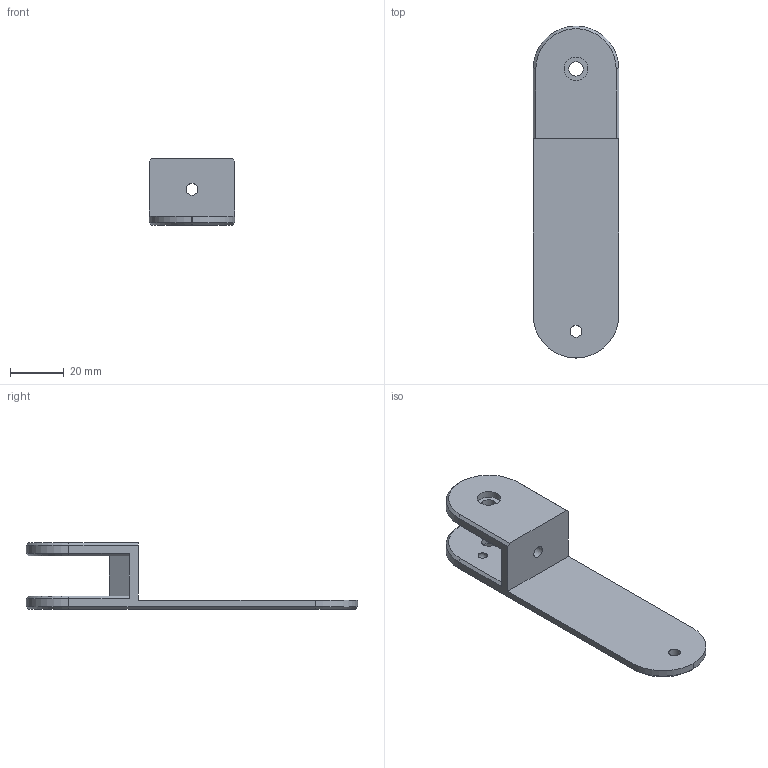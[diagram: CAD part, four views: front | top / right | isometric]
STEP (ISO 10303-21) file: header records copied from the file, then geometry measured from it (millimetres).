
FILE_DESCRIPTION(('FreeCAD Model'),'2;1');
FILE_NAME('Open CASCADE Shape Model','2023-04-09T23:34:27',('Author'),( ''),'Open CASCADE STEP processor 7.5','FreeCAD','Unknown');
FILE_SCHEMA(('AUTOMOTIVE_DESIGN { 1 0 10303 214 1 1 1 1 }'));
Length unit declared in the file: millimetre
Products named in the file (1): arm.holder
Bounding box: 32 x 124 x 25 mm (x, y, z)
Volume: 23187.9 mm3; surface area: 12677.1 mm2
Topology: 1 solids, 1 shells, 52 faces, 133 edges, 86 vertices
Faces by surface type: plane 32, cylinder 10, cone 6, sphere 4
Full cylindrical faces by diameter (mm): 4.4 x2, 5.4 x2, 8.4 x1, 8.8 x1
Entity records: 3236 total; most frequent: CARTESIAN_POINT 642, DIRECTION 461, LINE 273, VECTOR 273, ORIENTED_EDGE 258, PCURVE 258, DEFINITIONAL_REPRESENTATION 258, EDGE_CURVE 129
